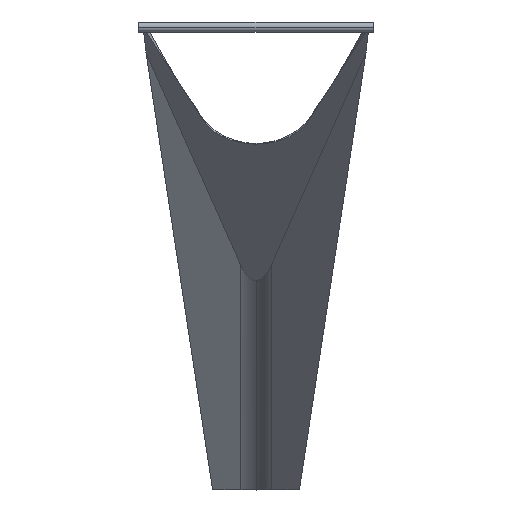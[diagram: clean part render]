
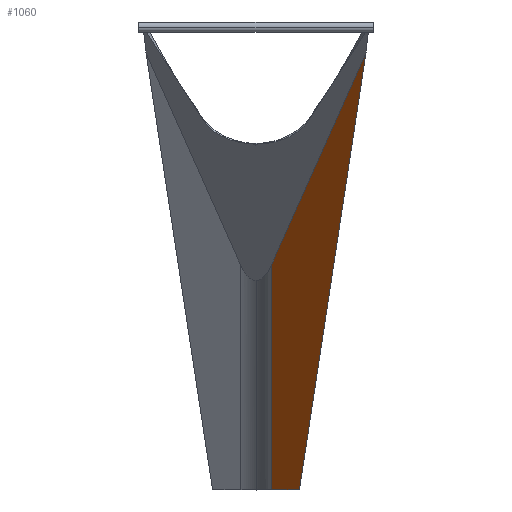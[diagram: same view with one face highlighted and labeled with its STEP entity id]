
A CAD part, front view. The second image highlights one B-rep face of the part: STEP entity #1060.
In plain terms, the highlighted planar face has unit normal (0.616, -0.394, -0.682).
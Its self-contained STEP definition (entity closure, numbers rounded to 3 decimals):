
#598=CARTESIAN_POINT('Vertex',(1310.908,1668.771,1869.869)) ;
#601=CARTESIAN_POINT('Line Origine',(914.76,5561.9,-735.574)) ;
#605=CARTESIAN_POINT('Vertex',(518.613,9455.029,-3341.018)) ;
#797=CARTESIAN_POINT('Vertex',(184.814,4287.436,-658.946)) ;
#800=CARTESIAN_POINT('Line Origine',(747.861,2978.103,605.462)) ;
#1001=CARTESIAN_POINT('Control Point',(518.613,9455.029,-3341.018)) ;
#1002=CARTESIAN_POINT('Control Point',(518.247,9455.43,-3341.58)) ;
#1003=CARTESIAN_POINT('Control Point',(517.88,9455.831,-3342.142)) ;
#1004=CARTESIAN_POINT('Control Point',(517.512,9456.23,-3342.704)) ;
#1005=CARTESIAN_POINT('Vertex',(517.512,9456.23,-3342.704)) ;
#1036=CARTESIAN_POINT('Axis2P3D Location',(184.814,-1034.66,2413.768)) ;
#1041=CARTESIAN_POINT('Line Origine',(184.814,6611.639,-2000.825)) ;
#1045=CARTESIAN_POINT('Vertex',(184.814,8935.841,-3342.704)) ;
#1048=CARTESIAN_POINT('Line Origine',(351.163,9196.036,-3342.704)) ;
#603=VECTOR('Line Direction',#602,1.) ;
#802=VECTOR('Line Direction',#801,1.) ;
#1043=VECTOR('Line Direction',#1042,1.) ;
#1050=VECTOR('Line Direction',#1049,1.) ;
#602=DIRECTION('Vector Direction',(-0.084,0.828,-0.554)) ;
#801=DIRECTION('Vector Direction',(0.296,-0.687,0.664)) ;
#1037=DIRECTION('Axis2P3D Direction',(-0.616,0.394,0.682)) ;
#1038=DIRECTION('Axis2P3D XDirection',(0.788,0.308,0.534)) ;
#1042=DIRECTION('Vector Direction',(0.,0.866,-0.5)) ;
#1049=DIRECTION('Vector Direction',(0.539,0.843,0.)) ;
#1039=AXIS2_PLACEMENT_3D('Plane Axis2P3D',#1036,#1037,#1038) ;
#604=LINE('Line',#601,#603) ;
#803=LINE('Line',#800,#802) ;
#1044=LINE('Line',#1041,#1043) ;
#1051=LINE('Line',#1048,#1050) ;
#1040=PLANE('',#1039) ;
#607=EDGE_CURVE('',#599,#606,#604,.T.) ;
#804=EDGE_CURVE('',#798,#599,#803,.T.) ;
#1007=EDGE_CURVE('',#606,#1006,#1000,.T.) ;
#1047=EDGE_CURVE('',#798,#1046,#1044,.T.) ;
#1052=EDGE_CURVE('',#1046,#1006,#1051,.T.) ;
#1054=ORIENTED_EDGE('',*,*,#1007,.F.) ;
#1055=ORIENTED_EDGE('',*,*,#607,.F.) ;
#1056=ORIENTED_EDGE('',*,*,#804,.F.) ;
#1057=ORIENTED_EDGE('',*,*,#1047,.T.) ;
#1058=ORIENTED_EDGE('',*,*,#1052,.T.) ;
#1053=EDGE_LOOP('',(#1054,#1055,#1056,#1057,#1058)) ;
#599=VERTEX_POINT('',#598) ;
#606=VERTEX_POINT('',#605) ;
#798=VERTEX_POINT('',#797) ;
#1006=VERTEX_POINT('',#1005) ;
#1046=VERTEX_POINT('',#1045) ;
#1060=ADVANCED_FACE('PartBody',(#1059),#1040,.F.) ;
#1000=B_SPLINE_CURVE_WITH_KNOTS('',3,(#1001,#1002,#1003,#1004),.UNSPECIFIED.,.F.,.U.,(4,4),(0.,3.316),.UNSPECIFIED.) ;
#1059=FACE_OUTER_BOUND('',#1053,.T.) ;
